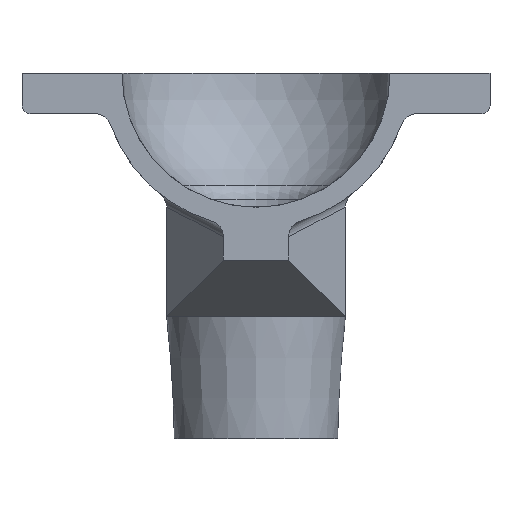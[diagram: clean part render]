
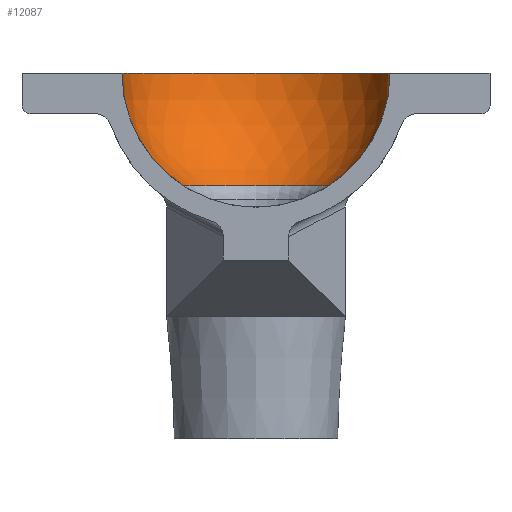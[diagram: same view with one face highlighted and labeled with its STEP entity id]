
A CAD part, left-side view. The second image highlights one B-rep face of the part: STEP entity #12087.
In plain terms, the highlighted spherical face has radius 16.5 mm.
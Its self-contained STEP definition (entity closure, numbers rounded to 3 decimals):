
#9591 = CYLINDRICAL_SURFACE('',#9592,16.5);
#9592 = AXIS2_PLACEMENT_3D('',#9593,#9594,#9595);
#9593 = CARTESIAN_POINT('',(0.,0.,0.));
#9594 = DIRECTION('',(1.,0.,0.));
#9595 = DIRECTION('',(0.,1.,0.));
#9623 = CYLINDRICAL_SURFACE('',#9624,16.5);
#9624 = AXIS2_PLACEMENT_3D('',#9625,#9626,#9627);
#9625 = CARTESIAN_POINT('',(0.,0.,0.));
#9626 = DIRECTION('',(1.,0.,0.));
#9627 = DIRECTION('',(0.,1.,0.));
#9739 = SURFACE_OF_REVOLUTION('',#9740,#9745);
#9740 = CIRCLE('',#9741,2.);
#9741 = AXIS2_PLACEMENT_3D('',#9742,#9743,#9744);
#9742 = CARTESIAN_POINT('',(0.,-10.,-15.564));
#9743 = DIRECTION('',(1.,0.,0.));
#9744 = DIRECTION('',(0.,1.,0.));
#9745 = AXIS1_PLACEMENT('',#9746,#9747);
#9746 = CARTESIAN_POINT('',(0.,0.,0.));
#9747 = DIRECTION('',(0.,0.,1.));
#10371 = PLANE('',#10372);
#10372 = AXIS2_PLACEMENT_3D('',#10373,#10374,#10375);
#10373 = CARTESIAN_POINT('',(0.,0.,
    0.));
#10374 = DIRECTION('',(0.,0.,-1.));
#10375 = DIRECTION('',(0.,1.,0.));
#10554 = VERTEX_POINT('',#10555);
#10555 = CARTESIAN_POINT('',(0.,-16.5,
    0.));
#11409 = VERTEX_POINT('',#11410);
#11410 = CARTESIAN_POINT('',(0.,16.5,
    0.));
#11540 = VERTEX_POINT('',#11541);
#11541 = CARTESIAN_POINT('',(0.,-8.919,
    -13.882));
#11562 = EDGE_CURVE('',#10554,#11540,#11563,.T.);
#11563 = SURFACE_CURVE('',#11564,(#11569,#11576),.PCURVE_S1.);
#11564 = CIRCLE('',#11565,16.5);
#11565 = AXIS2_PLACEMENT_3D('',#11566,#11567,#11568);
#11566 = CARTESIAN_POINT('',(0.,0.,0.));
#11567 = DIRECTION('',(1.,0.,0.));
#11568 = DIRECTION('',(0.,1.,0.));
#11569 = PCURVE('',#9591,#11570);
#11570 = DEFINITIONAL_REPRESENTATION('',(#11571),#11575);
#11571 = LINE('',#11572,#11573);
#11572 = CARTESIAN_POINT('',(0.,0.));
#11573 = VECTOR('',#11574,1.);
#11574 = DIRECTION('',(1.,0.));
#11575 = ( GEOMETRIC_REPRESENTATION_CONTEXT(2) 
PARAMETRIC_REPRESENTATION_CONTEXT() REPRESENTATION_CONTEXT('2D SPACE',''
  ) );
#11576 = PCURVE('',#11577,#11582);
#11577 = SPHERICAL_SURFACE('',#11578,16.5);
#11578 = AXIS2_PLACEMENT_3D('',#11579,#11580,#11581);
#11579 = CARTESIAN_POINT('',(0.,0.,0.));
#11580 = DIRECTION('',(0.,0.,-1.));
#11581 = DIRECTION('',(0.,-1.,0.));
#11582 = DEFINITIONAL_REPRESENTATION('',(#11583),#11587);
#11583 = LINE('',#11584,#11585);
#11584 = CARTESIAN_POINT('',(0.,-3.142));
#11585 = VECTOR('',#11586,1.);
#11586 = DIRECTION('',(0.,1.));
#11587 = ( GEOMETRIC_REPRESENTATION_CONTEXT(2) 
PARAMETRIC_REPRESENTATION_CONTEXT() REPRESENTATION_CONTEXT('2D SPACE',''
  ) );
#11593 = VERTEX_POINT('',#11594);
#11594 = CARTESIAN_POINT('',(0.,8.919,
    -13.882));
#11617 = EDGE_CURVE('',#11593,#11409,#11618,.T.);
#11618 = SURFACE_CURVE('',#11619,(#11624,#11631),.PCURVE_S1.);
#11619 = CIRCLE('',#11620,16.5);
#11620 = AXIS2_PLACEMENT_3D('',#11621,#11622,#11623);
#11621 = CARTESIAN_POINT('',(0.,0.,0.));
#11622 = DIRECTION('',(1.,0.,0.));
#11623 = DIRECTION('',(0.,1.,0.));
#11624 = PCURVE('',#9623,#11625);
#11625 = DEFINITIONAL_REPRESENTATION('',(#11626),#11630);
#11626 = LINE('',#11627,#11628);
#11627 = CARTESIAN_POINT('',(0.,0.));
#11628 = VECTOR('',#11629,1.);
#11629 = DIRECTION('',(1.,0.));
#11630 = ( GEOMETRIC_REPRESENTATION_CONTEXT(2) 
PARAMETRIC_REPRESENTATION_CONTEXT() REPRESENTATION_CONTEXT('2D SPACE',''
  ) );
#11631 = PCURVE('',#11577,#11632);
#11632 = DEFINITIONAL_REPRESENTATION('',(#11633),#11637);
#11633 = LINE('',#11634,#11635);
#11634 = CARTESIAN_POINT('',(-3.142,6.283));
#11635 = VECTOR('',#11636,1.);
#11636 = DIRECTION('',(0.,-1.));
#11637 = ( GEOMETRIC_REPRESENTATION_CONTEXT(2) 
PARAMETRIC_REPRESENTATION_CONTEXT() REPRESENTATION_CONTEXT('2D SPACE',''
  ) );
#11664 = EDGE_CURVE('',#11540,#11593,#11665,.T.);
#11665 = SURFACE_CURVE('',#11666,(#11671,#11678),.PCURVE_S1.);
#11666 = CIRCLE('',#11667,8.919);
#11667 = AXIS2_PLACEMENT_3D('',#11668,#11669,#11670);
#11668 = CARTESIAN_POINT('',(0.,0.,
    -13.882));
#11669 = DIRECTION('',(0.,0.,1.));
#11670 = DIRECTION('',(0.,-1.,0.));
#11671 = PCURVE('',#9739,#11672);
#11672 = DEFINITIONAL_REPRESENTATION('',(#11673),#11677);
#11673 = LINE('',#11674,#11675);
#11674 = CARTESIAN_POINT('',(0.,1.));
#11675 = VECTOR('',#11676,1.);
#11676 = DIRECTION('',(1.,0.));
#11677 = ( GEOMETRIC_REPRESENTATION_CONTEXT(2) 
PARAMETRIC_REPRESENTATION_CONTEXT() REPRESENTATION_CONTEXT('2D SPACE',''
  ) );
#11678 = PCURVE('',#11577,#11679);
#11679 = DEFINITIONAL_REPRESENTATION('',(#11680),#11684);
#11680 = LINE('',#11681,#11682);
#11681 = CARTESIAN_POINT('',(0.,1.));
#11682 = VECTOR('',#11683,1.);
#11683 = DIRECTION('',(-1.,0.));
#11684 = ( GEOMETRIC_REPRESENTATION_CONTEXT(2) 
PARAMETRIC_REPRESENTATION_CONTEXT() REPRESENTATION_CONTEXT('2D SPACE',''
  ) );
#11871 = EDGE_CURVE('',#10554,#11409,#11872,.T.);
#11872 = SURFACE_CURVE('',#11873,(#11878,#11889),.PCURVE_S1.);
#11873 = CIRCLE('',#11874,16.5);
#11874 = AXIS2_PLACEMENT_3D('',#11875,#11876,#11877);
#11875 = CARTESIAN_POINT('',(0.,0.,
    0.));
#11876 = DIRECTION('',(0.,0.,1.));
#11877 = DIRECTION('',(0.,-1.,0.));
#11878 = PCURVE('',#10371,#11879);
#11879 = DEFINITIONAL_REPRESENTATION('',(#11880),#11888);
#11880 = ( BOUNDED_CURVE() B_SPLINE_CURVE(2,(#11881,#11882,#11883,#11884
    ,#11885,#11886,#11887),.UNSPECIFIED.,.T.,.F.) 
B_SPLINE_CURVE_WITH_KNOTS((1,2,2,2,2,1),(-2.094,0.,
    2.094,4.189,6.283,8.378),
.UNSPECIFIED.) CURVE() GEOMETRIC_REPRESENTATION_ITEM() 
RATIONAL_B_SPLINE_CURVE((1.,0.5,1.,0.5,1.,0.5,1.)) REPRESENTATION_ITEM(
  '') );
#11881 = CARTESIAN_POINT('',(-16.5,0.));
#11882 = CARTESIAN_POINT('',(-16.5,28.579));
#11883 = CARTESIAN_POINT('',(8.25,14.289));
#11884 = CARTESIAN_POINT('',(33.,0.));
#11885 = CARTESIAN_POINT('',(8.25,-14.289));
#11886 = CARTESIAN_POINT('',(-16.5,-28.579));
#11887 = CARTESIAN_POINT('',(-16.5,0.));
#11888 = ( GEOMETRIC_REPRESENTATION_CONTEXT(2) 
PARAMETRIC_REPRESENTATION_CONTEXT() REPRESENTATION_CONTEXT('2D SPACE',''
  ) );
#11889 = PCURVE('',#11577,#11890);
#11890 = DEFINITIONAL_REPRESENTATION('',(#11891),#11895);
#11891 = LINE('',#11892,#11893);
#11892 = CARTESIAN_POINT('',(0.,0.));
#11893 = VECTOR('',#11894,1.);
#11894 = DIRECTION('',(-1.,0.));
#11895 = ( GEOMETRIC_REPRESENTATION_CONTEXT(2) 
PARAMETRIC_REPRESENTATION_CONTEXT() REPRESENTATION_CONTEXT('2D SPACE',''
  ) );
#12087 = ADVANCED_FACE('',(#12088),#11577,.F.);
#12088 = FACE_BOUND('',#12089,.T.);
#12089 = EDGE_LOOP('',(#12090,#12091,#12092,#12093));
#12090 = ORIENTED_EDGE('',*,*,#11871,.T.);
#12091 = ORIENTED_EDGE('',*,*,#11617,.F.);
#12092 = ORIENTED_EDGE('',*,*,#11664,.F.);
#12093 = ORIENTED_EDGE('',*,*,#11562,.F.);
